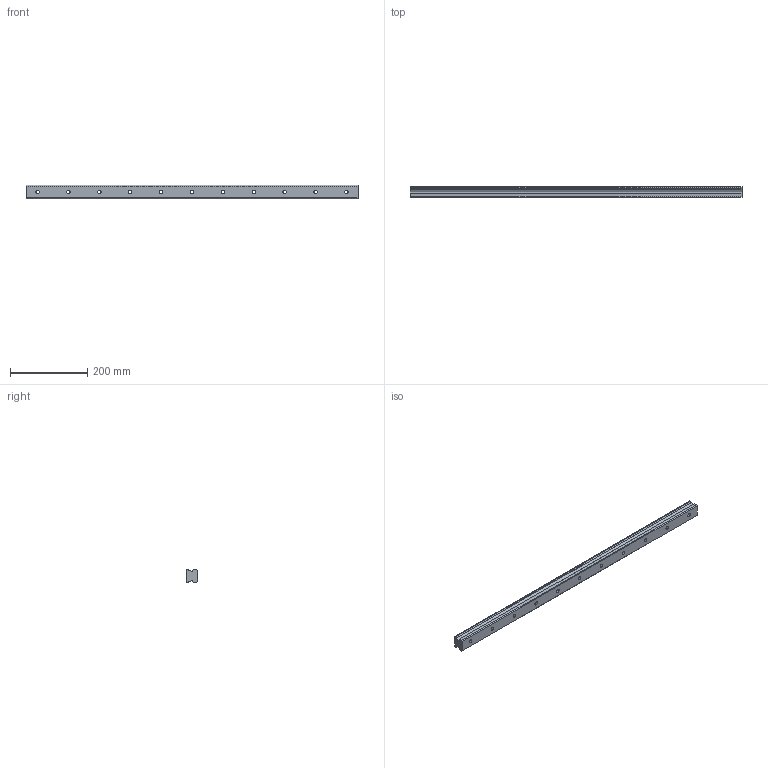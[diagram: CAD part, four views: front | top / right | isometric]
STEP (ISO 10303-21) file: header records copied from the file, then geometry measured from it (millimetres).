
FILE_DESCRIPTION (( 'STEP AP214' ), '1' );
FILE_NAME ('SSR35XTB1SS-860L_G30_0_B-M6F_374-55_0_0_0.STEP', '2021-06-29T13:40:44', ( '' ), ( '' ), 'SwSTEP 2.0', 'SolidWorks 2021', '' );
FILE_SCHEMA (( 'AUTOMOTIVE_DESIGN' ));
Length unit declared in the file: millimetre
Products named in the file (2): _SSR35XTBY86030 Track; SSR35XTB1SS-860L_G30_0_B-M6F_374-55_0_0_0
Assembly tree (1 placements, depth 2):
  SSR35XTB1SS-860L_G30_0_B-M6F_374-55_0_0_0
    _SSR35XTBY86030 Track
Bounding box: 860 x 27.5 x 34 mm (x, y, z)
Volume: 683860.8 mm3; surface area: 123107.7 mm2
Topology: 1 solids, 1 shells, 81 faces, 204 edges, 136 vertices
Faces by surface type: cylinder 52, plane 29
Entity records: 2592 total; most frequent: DIRECTION 478, CARTESIAN_POINT 425, ORIENTED_EDGE 408, EDGE_CURVE 204, AXIS2_PLACEMENT_3D 189, VERTEX_POINT 136, EDGE_LOOP 114, CIRCLE 104
